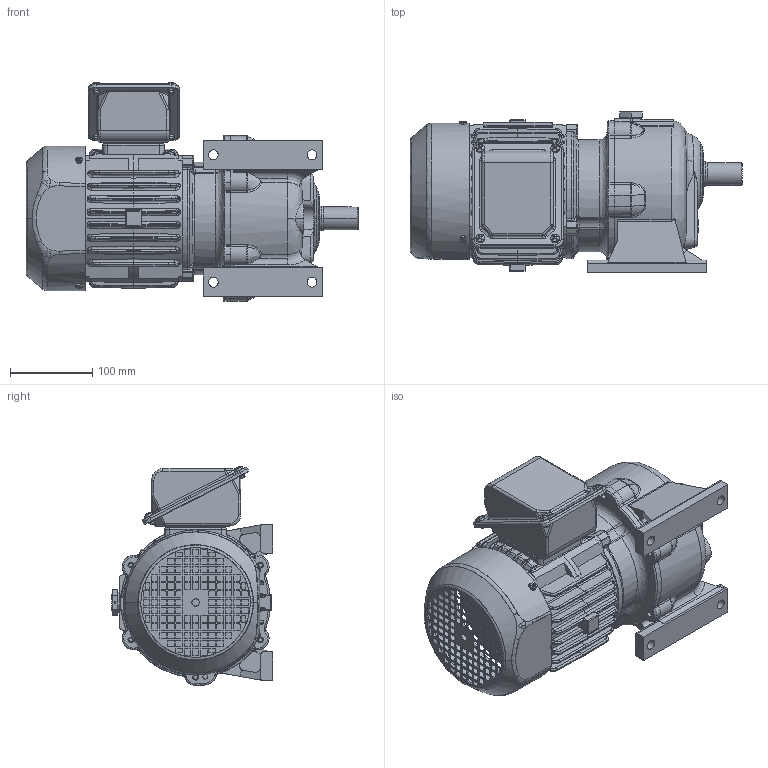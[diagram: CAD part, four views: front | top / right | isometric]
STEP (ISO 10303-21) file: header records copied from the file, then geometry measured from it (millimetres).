
FILE_DESCRIPTION (( 'STEP AP214' ), '1' );
FILE_NAME ('EK2DO07103_RPH_0.75KW_R40_CUSTOMER.STEP', '2024-02-16T04:57:18', ( '' ), ( '' ), 'SwSTEP 2.0', 'SolidWorks 2022', '' );
FILE_SCHEMA (( 'AUTOMOTIVE_DESIGN' ));
Length unit declared in the file: millimetre
Products named in the file (1): EK2DO07103_RPH_0.75KW_R40_CUSTOMER
Bounding box: 404 x 196.61 x 266.46 mm (x, y, z)
Volume: 7197909.6 mm3; surface area: 628653.8 mm2
Topology: 19 solids, 19 shells, 3325 faces, 8643 edges, 5370 vertices
Faces by surface type: cylinder 1245, plane 1184, bspline 768, cone 124, torus 4
Entity records: 170125 total; most frequent: CARTESIAN_POINT 56668, ORIENTED_EDGE 17160, DIRECTION 14536, EDGE_CURVE 8580, VERTEX_POINT 5370, AXIS2_PLACEMENT_3D 5176, VECTOR 4184, LINE 4184
